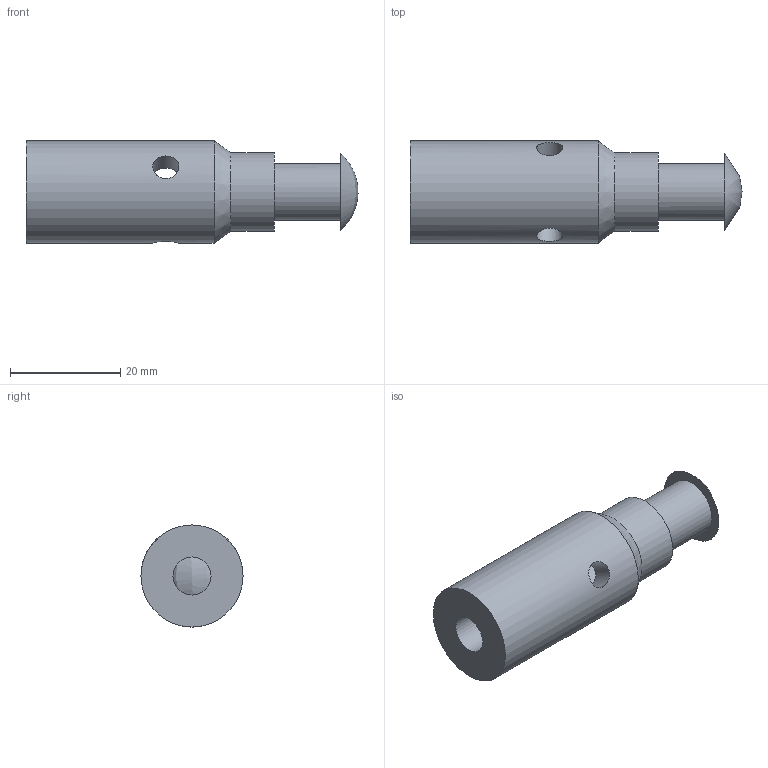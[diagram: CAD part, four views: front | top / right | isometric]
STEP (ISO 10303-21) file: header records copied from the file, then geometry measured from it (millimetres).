
FILE_DESCRIPTION (( 'STEP AP214' ), '1' );
FILE_NAME ('AFSB-8XS.STEP', '2023-12-13T15:41:45', ( '' ), ( '' ), 'SwSTEP 2.0', 'SolidWorks 2023', '' );
FILE_SCHEMA (( 'AUTOMOTIVE_DESIGN' ));
Length unit declared in the file: inch
Products named in the file (1): AFSB-8XS
Bounding box: 60.32 x 18.54 x 18.54 mm (x, y, z)
Volume: 6448.4 mm3; surface area: 4982.8 mm2
Topology: 1 solids, 1 shells, 13 faces, 35 edges, 24 vertices
Faces by surface type: cylinder 7, cone 2, plane 2, bspline 2
Full cylindrical faces by diameter (mm): 4.763 x3, 6.917 x1, 10.319 x1, 14.287 x1, 18.542 x1
Entity records: 745 total; most frequent: CARTESIAN_POINT 496, DIRECTION 40, ORIENTED_EDGE 30, EDGE_LOOP 30, AXIS2_PLACEMENT_3D 20, FACE_OUTER_BOUND 18, VERTEX_POINT 15, EDGE_CURVE 15
